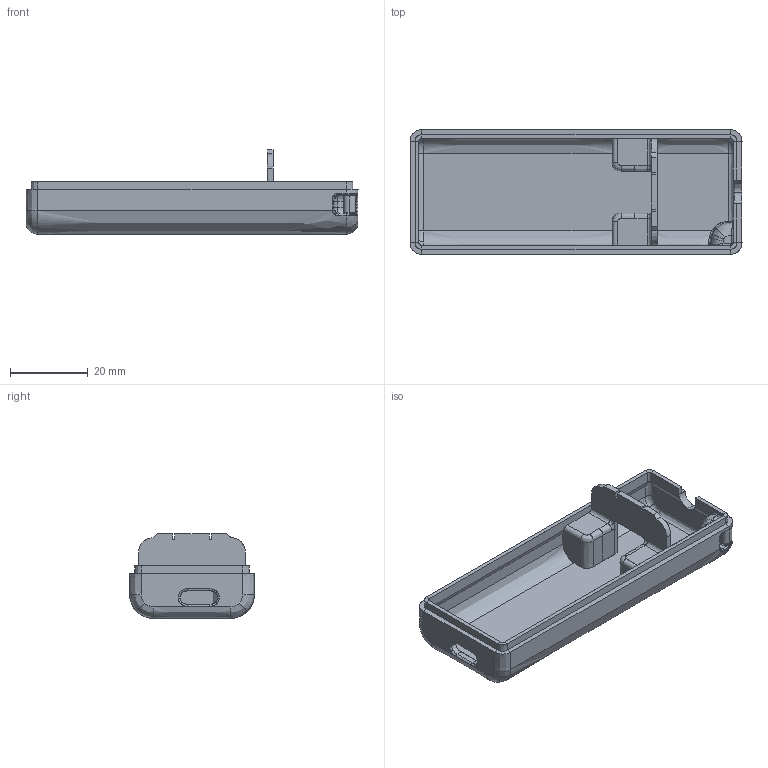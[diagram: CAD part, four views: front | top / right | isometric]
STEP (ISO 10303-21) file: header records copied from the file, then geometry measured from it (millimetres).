
FILE_DESCRIPTION(/* description */ (''),/* implementation_level */ '2;1');
FILE_NAME(/* name */ '2',/* time_stamp */ '2022-12-26T15:47:21+03:00',/* author */ (''),/* organization */ (''),/* preprocessor_version */ 'ST-DEVELOPER v19',/* originating_system */ '',/* authorisation */ '');
FILE_SCHEMA (('AUTOMOTIVE_DESIGN { 1 0 10303 214 3 1 1 }'));
Length unit declared in the file: millimetre
Bounding box: 85.28 x 32 x 21.7 mm (x, y, z)
Surface area: 11070.1 mm2 (no closed solid volume)
Topology: 0 solids, 283 shells, 284 faces, 1415 edges, 1414 vertices
Faces by surface type: bspline 284
Entity records: 22896 total; most frequent: CARTESIAN_POINT 15195, ORIENTED_EDGE 1416, EDGE_CURVE 1415, VERTEX_POINT 1414, B_SPLINE_CURVE_WITH_KNOTS 1403, EDGE_LOOP 286, FACE_OUTER_BOUND 284, B_SPLINE_SURFACE_WITH_KNOTS 284
